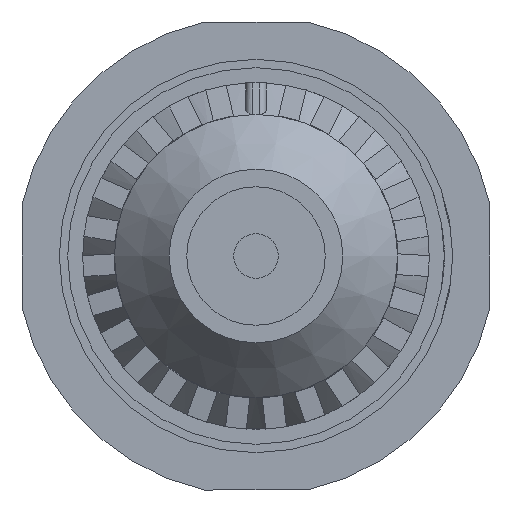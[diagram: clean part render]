
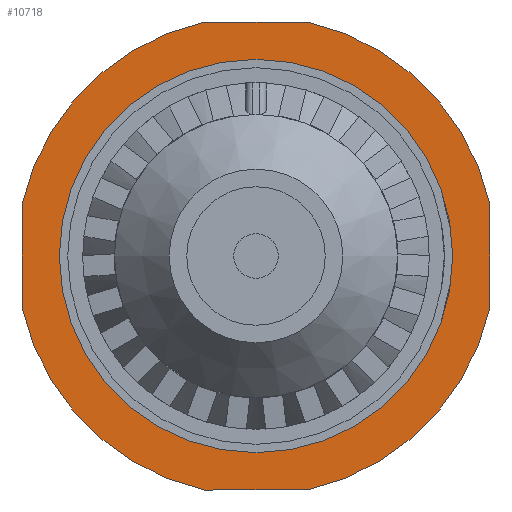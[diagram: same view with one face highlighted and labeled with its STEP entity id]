
A CAD part, front view. The second image highlights one B-rep face of the part: STEP entity #10718.
In plain terms, the highlighted planar face has unit normal (0, -1, 0).
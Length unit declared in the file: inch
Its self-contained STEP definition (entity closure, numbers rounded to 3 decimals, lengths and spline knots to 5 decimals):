
#10474=CARTESIAN_POINT('',(6.518,1.2008,3.85416));
#10475=VERTEX_POINT('',#10474);
#10476=CARTESIAN_POINT('',(5.808,1.2008,3.85416));
#10477=DIRECTION('',(0.0,1.0,0.0));
#10478=DIRECTION('',(-1.0,0.0,0.0));
#10479=AXIS2_PLACEMENT_3D('',#10476,#10477,#10478);
#10480=CIRCLE('',#10479,0.71);
#10481=EDGE_CURVE('',#10475,#10475,#10480,.T.);
#10504=CARTESIAN_POINT('',(4.963,1.2008,4.03909));
#10505=VERTEX_POINT('',#10504);
#10512=CARTESIAN_POINT('',(5.62307,1.2008,4.69916));
#10513=VERTEX_POINT('',#10512);
#10514=CARTESIAN_POINT('',(5.808,1.2008,3.85416));
#10515=DIRECTION('',(0.0,1.0,0.0));
#10516=DIRECTION('',(0.214,0.0,-0.977));
#10517=AXIS2_PLACEMENT_3D('',#10514,#10515,#10516);
#10518=CIRCLE('',#10517,0.865);
#10519=EDGE_CURVE('',#10505,#10513,#10518,.T.);
#10536=CARTESIAN_POINT('',(4.963,1.2008,3.66923));
#10537=VERTEX_POINT('',#10536);
#10544=CARTESIAN_POINT('',(4.963,1.2008,3.66923));
#10545=DIRECTION('',(0.0,0.0,1.0));
#10546=VECTOR('',#10545,0.36986);
#10547=LINE('',#10544,#10546);
#10548=EDGE_CURVE('',#10537,#10505,#10547,.T.);
#10560=CARTESIAN_POINT('',(5.62307,1.2008,3.00916));
#10561=VERTEX_POINT('',#10560);
#10568=CARTESIAN_POINT('',(5.808,1.2008,3.85416));
#10569=DIRECTION('',(0.0,1.,0.0));
#10570=DIRECTION('',(0.977,0.0,0.214));
#10571=AXIS2_PLACEMENT_3D('',#10568,#10569,#10570);
#10572=CIRCLE('',#10571,0.865);
#10573=EDGE_CURVE('',#10561,#10537,#10572,.T.);
#10585=CARTESIAN_POINT('',(5.99293,1.2008,3.00916));
#10586=VERTEX_POINT('',#10585);
#10593=CARTESIAN_POINT('',(5.99293,1.2008,3.00916));
#10594=DIRECTION('',(-1.0,0.0,0.0));
#10595=VECTOR('',#10594,0.36986);
#10596=LINE('',#10593,#10595);
#10597=EDGE_CURVE('',#10586,#10561,#10596,.T.);
#10609=CARTESIAN_POINT('',(6.653,1.2008,3.66923));
#10610=VERTEX_POINT('',#10609);
#10617=CARTESIAN_POINT('',(5.808,1.2008,3.85416));
#10618=DIRECTION('',(0.0,1.,0.0));
#10619=DIRECTION('',(-0.214,0.0,0.977));
#10620=AXIS2_PLACEMENT_3D('',#10617,#10618,#10619);
#10621=CIRCLE('',#10620,0.865);
#10622=EDGE_CURVE('',#10610,#10586,#10621,.T.);
#10634=CARTESIAN_POINT('',(6.653,1.2008,4.03909));
#10635=VERTEX_POINT('',#10634);
#10642=CARTESIAN_POINT('',(6.653,1.2008,4.03909));
#10643=DIRECTION('',(0.0,0.0,-1.0));
#10644=VECTOR('',#10643,0.36986);
#10645=LINE('',#10642,#10644);
#10646=EDGE_CURVE('',#10635,#10610,#10645,.T.);
#10664=CARTESIAN_POINT('',(5.99293,1.2008,4.69916));
#10665=VERTEX_POINT('',#10664);
#10672=CARTESIAN_POINT('',(5.808,1.2008,3.85416));
#10673=DIRECTION('',(0.0,1.0,0.0));
#10674=DIRECTION('',(-0.977,0.0,-0.214));
#10675=AXIS2_PLACEMENT_3D('',#10672,#10673,#10674);
#10676=CIRCLE('',#10675,0.865);
#10677=EDGE_CURVE('',#10665,#10635,#10676,.T.);
#10690=CARTESIAN_POINT('',(5.62307,1.2008,4.69916));
#10691=DIRECTION('',(1.0,0.0,0.0));
#10692=VECTOR('',#10691,0.36986);
#10693=LINE('',#10690,#10692);
#10694=EDGE_CURVE('',#10513,#10665,#10693,.T.);
#10700=CARTESIAN_POINT('',(5.808,1.2008,3.85416));
#10701=DIRECTION('',(0.0,1.0,0.0));
#10702=DIRECTION('',(0.0,0.0,1.0));
#10703=AXIS2_PLACEMENT_3D('',#10700,#10701,#10702);
#10704=PLANE('',#10703);
#10705=ORIENTED_EDGE('',*,*,#10694,.F.);
#10706=ORIENTED_EDGE('',*,*,#10519,.F.);
#10707=ORIENTED_EDGE('',*,*,#10548,.F.);
#10708=ORIENTED_EDGE('',*,*,#10573,.F.);
#10709=ORIENTED_EDGE('',*,*,#10597,.F.);
#10710=ORIENTED_EDGE('',*,*,#10622,.F.);
#10711=ORIENTED_EDGE('',*,*,#10646,.F.);
#10712=ORIENTED_EDGE('',*,*,#10677,.F.);
#10713=EDGE_LOOP('',(#10705,#10706,#10707,#10708,#10709,#10710,#10711,#10712));
#10714=FACE_OUTER_BOUND('',#10713,.T.);
#10715=ORIENTED_EDGE('',*,*,#10481,.T.);
#10716=EDGE_LOOP('',(#10715));
#10717=FACE_BOUND('',#10716,.T.);
#10718=ADVANCED_FACE('',(#10714,#10717),#10704,.F.);
